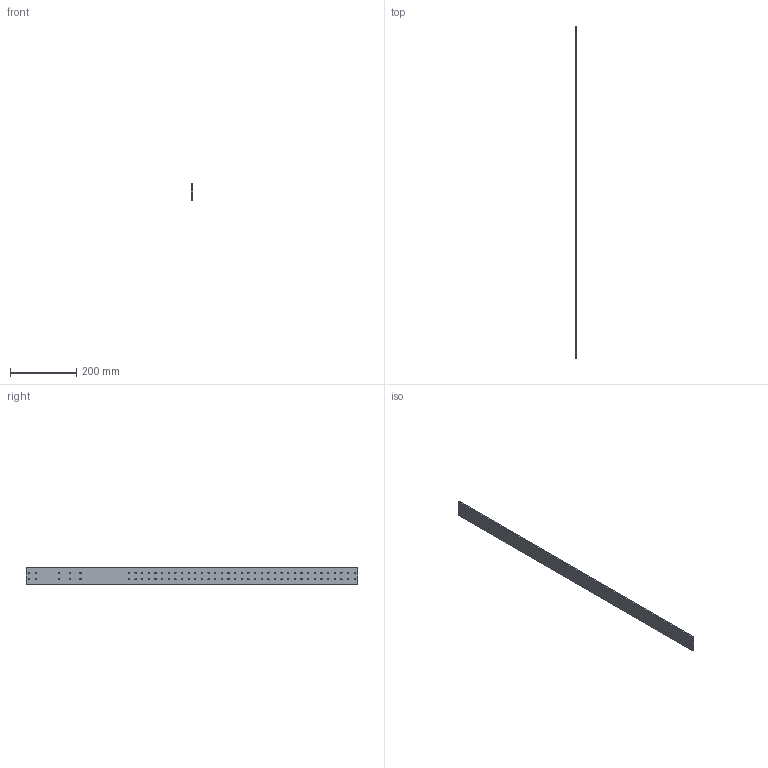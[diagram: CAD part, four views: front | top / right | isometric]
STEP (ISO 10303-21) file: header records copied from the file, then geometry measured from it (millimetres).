
FILE_DESCRIPTION (( 'STEP AP214' ), '1' );
FILE_NAME ('collar - lion collar 50mm.STEP', '2020-09-07T09:40:39', ( '' ), ( '' ), 'SwSTEP 2.0', 'SolidWorks 2016', '' );
FILE_SCHEMA (( 'AUTOMOTIVE_DESIGN' ));
Length unit declared in the file: millimetre
Products named in the file (1): collar - lion collar 50mm
Bounding box: 3.81 x 1000 x 50 mm (x, y, z)
Volume: 186669.8 mm3; surface area: 109820.6 mm2
Topology: 1 solids, 1 shells, 166 faces, 492 edges, 328 vertices
Faces by surface type: cylinder 160, plane 6
Entity records: 6110 total; most frequent: DIRECTION 1146, CARTESIAN_POINT 987, ORIENTED_EDGE 984, EDGE_CURVE 492, AXIS2_PLACEMENT_3D 487, VERTEX_POINT 328, EDGE_LOOP 326, CIRCLE 320
